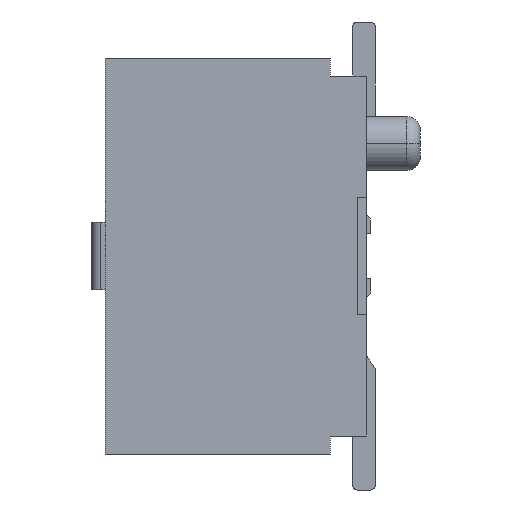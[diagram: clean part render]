
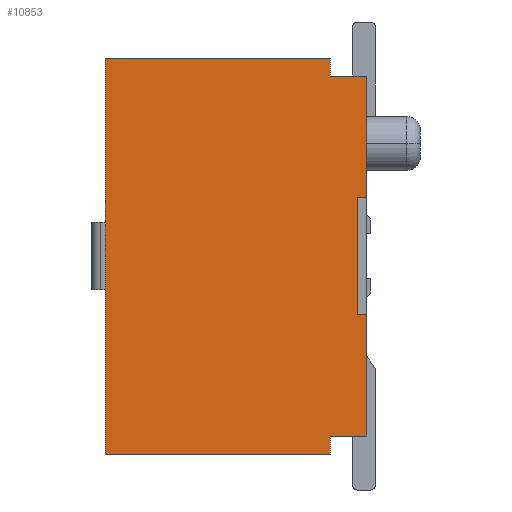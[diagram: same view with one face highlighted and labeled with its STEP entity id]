
A CAD part, left-side view. The second image highlights one B-rep face of the part: STEP entity #10853.
In plain terms, the highlighted planar face has unit normal (-1, 0, 0).
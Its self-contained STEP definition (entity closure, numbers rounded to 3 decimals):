
#31=DIRECTION('',(0.,1.,0.));
#32=VECTOR('',#31,0.1);
#33=CARTESIAN_POINT('',(-4.95,0.,-0.65));
#34=LINE('',#33,#32);
#35=DIRECTION('',(0.,0.,1.));
#36=VECTOR('',#35,1.35);
#37=CARTESIAN_POINT('',(-4.95,0.,-2.));
#38=LINE('',#37,#36);
#39=DIRECTION('',(0.,0.,1.));
#40=VECTOR('',#39,1.35);
#41=CARTESIAN_POINT('',(-4.95,0.,0.65));
#42=LINE('',#41,#40);
#43=DIRECTION('',(0.,-1.,0.));
#44=VECTOR('',#43,0.1);
#45=CARTESIAN_POINT('',(-4.95,0.1,0.65));
#46=LINE('',#45,#44);
#47=DIRECTION('',(0.,0.,1.));
#48=VECTOR('',#47,1.3);
#49=CARTESIAN_POINT('',(-4.95,0.1,-0.65));
#50=LINE('',#49,#48);
#79=DIRECTION('',(0.,-1.,0.));
#80=VECTOR('',#79,0.4);
#81=CARTESIAN_POINT('',(-4.95,0.4,-2.));
#82=LINE('',#81,#80);
#1107=DIRECTION('',(0.,0.,1.));
#1108=VECTOR('',#1107,4.4);
#1109=CARTESIAN_POINT('',(-4.95,2.9,-2.2));
#1110=LINE('',#1109,#1108);
#4353=DIRECTION('',(0.,1.,0.));
#4354=VECTOR('',#4353,0.4);
#4355=CARTESIAN_POINT('',(-4.95,0.,2.));
#4356=LINE('',#4355,#4354);
#6991=DIRECTION('',(0.,0.,1.));
#6992=VECTOR('',#6991,0.2);
#6993=CARTESIAN_POINT('',(-4.95,0.4,2.));
#6994=LINE('',#6993,#6992);
#7007=DIRECTION('',(0.,-1.,0.));
#7008=VECTOR('',#7007,2.5);
#7009=CARTESIAN_POINT('',(-4.95,2.9,2.2));
#7010=LINE('',#7009,#7008);
#7187=DIRECTION('',(0.,1.,0.));
#7188=VECTOR('',#7187,2.5);
#7189=CARTESIAN_POINT('',(-4.95,0.4,-2.2));
#7190=LINE('',#7189,#7188);
#7191=DIRECTION('',(0.,0.,1.));
#7192=VECTOR('',#7191,0.2);
#7193=CARTESIAN_POINT('',(-4.95,0.4,-2.2));
#7194=LINE('',#7193,#7192);
#9353=CARTESIAN_POINT('',(-4.95,0.,0.65));
#9355=VERTEX_POINT('',#9353);
#9359=CARTESIAN_POINT('',(-4.95,0.,-0.65));
#9360=VERTEX_POINT('',#9359);
#9361=CARTESIAN_POINT('',(-4.95,0.,-2.));
#9362=VERTEX_POINT('',#9361);
#9367=CARTESIAN_POINT('',(-4.95,0.,2.));
#9368=VERTEX_POINT('',#9367);
#9409=CARTESIAN_POINT('',(-4.95,0.1,0.65));
#9410=VERTEX_POINT('',#9409);
#9415=CARTESIAN_POINT('',(-4.95,0.1,-0.65));
#9416=VERTEX_POINT('',#9415);
#9417=CARTESIAN_POINT('',(-4.95,0.4,-2.));
#9418=VERTEX_POINT('',#9417);
#9419=CARTESIAN_POINT('',(-4.95,0.4,-2.2));
#9420=VERTEX_POINT('',#9419);
#9421=CARTESIAN_POINT('',(-4.95,2.9,-2.2));
#9422=VERTEX_POINT('',#9421);
#9423=CARTESIAN_POINT('',(-4.95,2.9,2.2));
#9424=VERTEX_POINT('',#9423);
#9425=CARTESIAN_POINT('',(-4.95,0.4,2.2));
#9426=VERTEX_POINT('',#9425);
#9427=CARTESIAN_POINT('',(-4.95,0.4,2.));
#9428=VERTEX_POINT('',#9427);
#10826=CARTESIAN_POINT('',(-4.95,1.45,0.));
#10827=DIRECTION('',(1.,0.,0.));
#10828=DIRECTION('',(0.,0.,1.));
#10829=AXIS2_PLACEMENT_3D('',#10826,#10827,#10828);
#10830=PLANE('',#10829);
#10832=ORIENTED_EDGE('',*,*,#10831,.F.);
#10833=ORIENTED_EDGE('',*,*,#10818,.F.);
#10834=ORIENTED_EDGE('',*,*,#10768,.F.);
#10836=ORIENTED_EDGE('',*,*,#10835,.F.);
#10838=ORIENTED_EDGE('',*,*,#10837,.F.);
#10840=ORIENTED_EDGE('',*,*,#10839,.T.);
#10842=ORIENTED_EDGE('',*,*,#10841,.T.);
#10844=ORIENTED_EDGE('',*,*,#10843,.T.);
#10846=ORIENTED_EDGE('',*,*,#10845,.F.);
#10848=ORIENTED_EDGE('',*,*,#10847,.F.);
#10849=ORIENTED_EDGE('',*,*,#10760,.F.);
#10850=ORIENTED_EDGE('',*,*,#10793,.F.);
#10851=EDGE_LOOP('',(#10832,#10833,#10834,#10836,#10838,#10840,#10842,#10844,
#10846,#10848,#10849,#10850));
#10852=FACE_OUTER_BOUND('',#10851,.F.);
#10760=EDGE_CURVE('',#9355,#9368,#42,.T.);
#10768=EDGE_CURVE('',#9362,#9360,#38,.T.);
#10793=EDGE_CURVE('',#9410,#9355,#46,.T.);
#10818=EDGE_CURVE('',#9360,#9416,#34,.T.);
#10831=EDGE_CURVE('',#9416,#9410,#50,.T.);
#10835=EDGE_CURVE('',#9418,#9362,#82,.T.);
#10837=EDGE_CURVE('',#9420,#9418,#7194,.T.);
#10839=EDGE_CURVE('',#9420,#9422,#7190,.T.);
#10841=EDGE_CURVE('',#9422,#9424,#1110,.T.);
#10843=EDGE_CURVE('',#9424,#9426,#7010,.T.);
#10845=EDGE_CURVE('',#9428,#9426,#6994,.T.);
#10847=EDGE_CURVE('',#9368,#9428,#4356,.T.);
#10853=ADVANCED_FACE('',(#10852),#10830,.F.);
